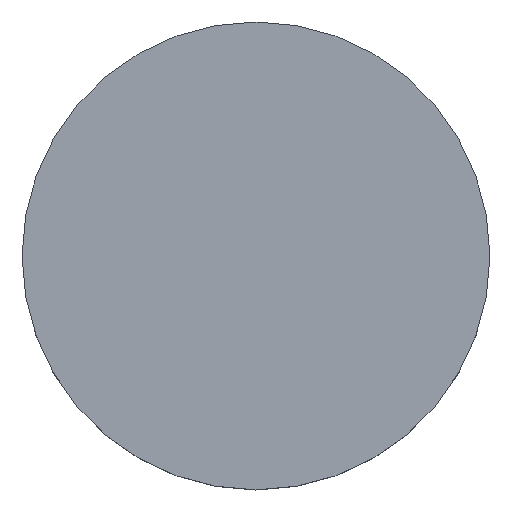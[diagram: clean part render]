
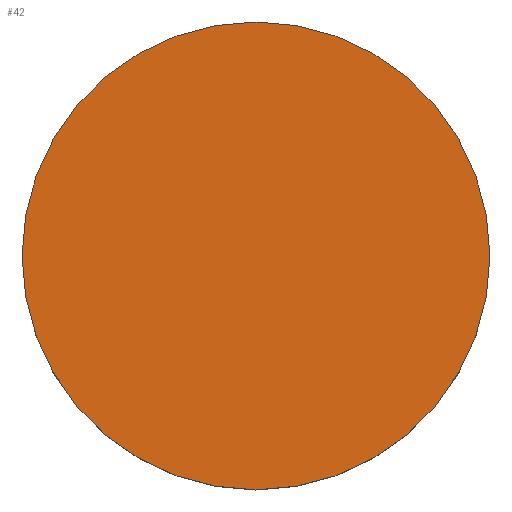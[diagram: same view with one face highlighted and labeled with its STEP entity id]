
A CAD part, top view. The second image highlights one B-rep face of the part: STEP entity #42.
In plain terms, the highlighted planar face has unit normal (0, 0, 1).
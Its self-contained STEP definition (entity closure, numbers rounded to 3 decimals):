
#4 = PLANE ( 'NONE',  #135 ) ;
#8 = EDGE_LOOP ( 'NONE', ( #150, #27 ) ) ;
#23 = FACE_OUTER_BOUND ( 'NONE', #8, .T. ) ;
#24 = AXIS2_PLACEMENT_3D ( 'NONE', #30, #187, #52 ) ;
#27 = ORIENTED_EDGE ( 'NONE', *, *, #85, .F. ) ;
#30 = CARTESIAN_POINT ( 'NONE',  ( 0., 0., 2.9 ) ) ;
#35 = AXIS2_PLACEMENT_3D ( 'NONE', #175, #144, #219 ) ;
#42 = ADVANCED_FACE ( 'NONE', ( #23 ), #4, .T. ) ;
#52 = DIRECTION ( 'NONE',  ( 1., 0., 0. ) ) ;
#79 = CIRCLE ( 'NONE', #24, 12.7 ) ;
#85 = EDGE_CURVE ( 'NONE', #210, #136, #79, .T. ) ;
#121 = CIRCLE ( 'NONE', #35, 12.7 ) ;
#135 = AXIS2_PLACEMENT_3D ( 'NONE', #139, #176, #141 ) ;
#136 = VERTEX_POINT ( 'NONE', #178 ) ;
#139 = CARTESIAN_POINT ( 'NONE',  ( 0., 26.112, 2.9 ) ) ;
#141 = DIRECTION ( 'NONE',  ( 1., 0., 0. ) ) ;
#144 = DIRECTION ( 'NONE',  ( 0., 0., -1. ) ) ;
#150 = ORIENTED_EDGE ( 'NONE', *, *, #190, .F. ) ;
#175 = CARTESIAN_POINT ( 'NONE',  ( 0., 0., 2.9 ) ) ;
#176 = DIRECTION ( 'NONE',  ( 0., 0., 1. ) ) ;
#177 = CARTESIAN_POINT ( 'NONE',  ( -12.7, 0., 2.9 ) ) ;
#178 = CARTESIAN_POINT ( 'NONE',  ( 12.7, 0., 2.9 ) ) ;
#187 = DIRECTION ( 'NONE',  ( 0., 0., -1. ) ) ;
#190 = EDGE_CURVE ( 'NONE', #136, #210, #121, .T. ) ;
#210 = VERTEX_POINT ( 'NONE', #177 ) ;
#219 = DIRECTION ( 'NONE',  ( 1., 0., 0. ) ) ;
